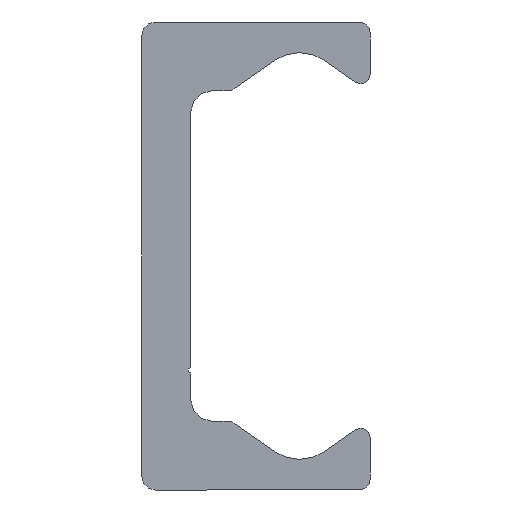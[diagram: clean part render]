
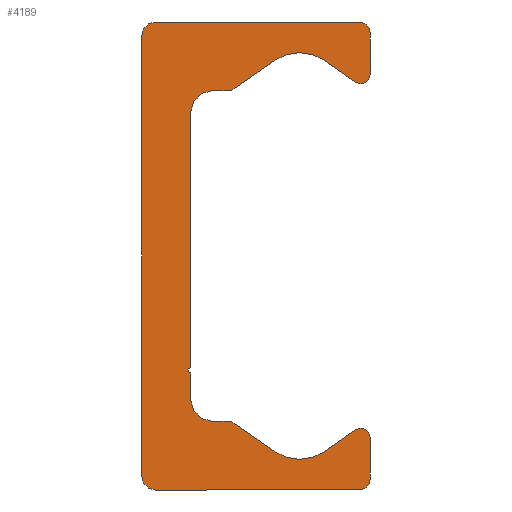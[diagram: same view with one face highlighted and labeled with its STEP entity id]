
A CAD part, left-side view. The second image highlights one B-rep face of the part: STEP entity #4189.
In plain terms, the highlighted planar face has unit normal (-1, 0, 0).
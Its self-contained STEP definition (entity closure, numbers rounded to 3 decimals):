
#3076=CARTESIAN_POINT('',(0.0,9.25,-21.5));
#3077=VERTEX_POINT('',#3076);
#3084=CARTESIAN_POINT('',(0.0,10.5,-20.25));
#3085=VERTEX_POINT('',#3084);
#3086=CARTESIAN_POINT('',(0.0,9.25,-20.25));
#3087=DIRECTION('',(1.0,0.0,0.0));
#3088=DIRECTION('',(0.0,0.0,-1.0));
#3089=AXIS2_PLACEMENT_3D('',#3086,#3087,#3088);
#3090=CIRCLE('',#3089,1.25);
#3091=EDGE_CURVE('',#3077,#3085,#3090,.T.);
#3115=CARTESIAN_POINT('',(0.0,-9.5,-21.5));
#3116=VERTEX_POINT('',#3115);
#3123=CARTESIAN_POINT('',(0.0,-9.5,-21.5));
#3124=DIRECTION('',(0.0,1.0,0.0));
#3125=VECTOR('',#3124,18.75);
#3126=LINE('',#3123,#3125);
#3127=EDGE_CURVE('',#3116,#3077,#3126,.T.);
#3147=CARTESIAN_POINT('',(0.0,-10.5,-20.5));
#3148=VERTEX_POINT('',#3147);
#3155=CARTESIAN_POINT('',(0.0,-9.5,-20.5));
#3156=DIRECTION('',(1.0,0.0,0.0));
#3157=DIRECTION('',(0.0,-1.0,0.0));
#3158=AXIS2_PLACEMENT_3D('',#3155,#3156,#3157);
#3159=CIRCLE('',#3158,1.0);
#3160=EDGE_CURVE('',#3148,#3116,#3159,.T.);
#3179=CARTESIAN_POINT('',(0.0,-10.5,-16.65));
#3180=VERTEX_POINT('',#3179);
#3187=CARTESIAN_POINT('',(0.0,-10.5,-16.65));
#3188=DIRECTION('',(0.0,0.0,-1.0));
#3189=VECTOR('',#3188,3.85);
#3190=LINE('',#3187,#3189);
#3191=EDGE_CURVE('',#3180,#3148,#3190,.T.);
#3211=CARTESIAN_POINT('',(0.0,-9.162,-15.954));
#3212=VERTEX_POINT('',#3211);
#3219=CARTESIAN_POINT('',(0.0,-9.65,-16.65));
#3220=DIRECTION('',(1.0,0.0,0.0));
#3221=DIRECTION('',(0.0,0.574,0.819));
#3222=AXIS2_PLACEMENT_3D('',#3219,#3220,#3221);
#3223=CIRCLE('',#3222,0.85);
#3224=EDGE_CURVE('',#3212,#3180,#3223,.T.);
#3243=CARTESIAN_POINT('',(0.0,-6.294,-17.962));
#3244=VERTEX_POINT('',#3243);
#3251=CARTESIAN_POINT('',(0.0,-6.294,-17.962));
#3252=DIRECTION('',(0.0,-0.819,0.574));
#3253=VECTOR('',#3252,3.501);
#3254=LINE('',#3251,#3253);
#3255=EDGE_CURVE('',#3244,#3212,#3254,.T.);
#3275=CARTESIAN_POINT('',(0.0,-1.706,-17.962));
#3276=VERTEX_POINT('',#3275);
#3283=CARTESIAN_POINT('',(0.0,-4.,-14.685));
#3284=DIRECTION('',(-1.0,0.0,0.0));
#3285=DIRECTION('',(0.0,0.574,0.819));
#3286=AXIS2_PLACEMENT_3D('',#3283,#3284,#3285);
#3287=CIRCLE('',#3286,4.0);
#3288=EDGE_CURVE('',#3276,#3244,#3287,.T.);
#3307=CARTESIAN_POINT('',(0.0,1.981,-15.381));
#3308=VERTEX_POINT('',#3307);
#3315=CARTESIAN_POINT('',(0.0,1.981,-15.381));
#3316=DIRECTION('',(0.0,-0.819,-0.574));
#3317=VECTOR('',#3316,4.5);
#3318=LINE('',#3315,#3317);
#3319=EDGE_CURVE('',#3308,#3276,#3318,.T.);
#3339=CARTESIAN_POINT('',(0.0,2.554,-15.2));
#3340=VERTEX_POINT('',#3339);
#3347=CARTESIAN_POINT('',(0.0,2.554,-16.2));
#3348=DIRECTION('',(1.0,0.0,0.0));
#3349=DIRECTION('',(0.0,0.0,1.0));
#3350=AXIS2_PLACEMENT_3D('',#3347,#3348,#3349);
#3351=CIRCLE('',#3350,1.);
#3352=EDGE_CURVE('',#3340,#3308,#3351,.T.);
#3371=CARTESIAN_POINT('',(0.0,4.0,-15.2));
#3372=VERTEX_POINT('',#3371);
#3379=CARTESIAN_POINT('',(0.0,4.0,-15.2));
#3380=DIRECTION('',(0.0,-1.0,0.0));
#3381=VECTOR('',#3380,1.446);
#3382=LINE('',#3379,#3381);
#3383=EDGE_CURVE('',#3372,#3340,#3382,.T.);
#3403=CARTESIAN_POINT('',(0.0,6.,-13.2));
#3404=VERTEX_POINT('',#3403);
#3411=CARTESIAN_POINT('',(0.0,4.,-13.2));
#3412=DIRECTION('',(-1.0,0.0,0.0));
#3413=DIRECTION('',(0.0,0.0,1.0));
#3414=AXIS2_PLACEMENT_3D('',#3411,#3412,#3413);
#3415=CIRCLE('',#3414,2.0);
#3416=EDGE_CURVE('',#3404,#3372,#3415,.T.);
#3435=CARTESIAN_POINT('',(0.0,6.,-10.75));
#3436=VERTEX_POINT('',#3435);
#3443=CARTESIAN_POINT('',(0.0,6.,-10.75));
#3444=DIRECTION('',(0.0,0.0,-1.0));
#3445=VECTOR('',#3444,2.45);
#3446=LINE('',#3443,#3445);
#3447=EDGE_CURVE('',#3436,#3404,#3446,.T.);
#3467=CARTESIAN_POINT('',(0.0,6.,-10.25));
#3468=VERTEX_POINT('',#3467);
#3475=CARTESIAN_POINT('',(0.0,6.,-10.5));
#3476=DIRECTION('',(-1.0,0.0,0.0));
#3477=DIRECTION('',(0.0,0.0,1.0));
#3478=AXIS2_PLACEMENT_3D('',#3475,#3476,#3477);
#3479=CIRCLE('',#3478,0.25);
#3480=EDGE_CURVE('',#3468,#3436,#3479,.T.);
#3499=CARTESIAN_POINT('',(0.0,6.,13.2));
#3500=VERTEX_POINT('',#3499);
#3507=CARTESIAN_POINT('',(0.0,6.,13.2));
#3508=DIRECTION('',(0.0,0.0,-1.0));
#3509=VECTOR('',#3508,23.45);
#3510=LINE('',#3507,#3509);
#3511=EDGE_CURVE('',#3500,#3468,#3510,.T.);
#3663=CARTESIAN_POINT('',(0.0,4.0,15.2));
#3664=VERTEX_POINT('',#3663);
#3671=CARTESIAN_POINT('',(0.0,4.,13.2));
#3672=DIRECTION('',(-1.0,0.0,0.0));
#3673=DIRECTION('',(0.0,-1.0,0.0));
#3674=AXIS2_PLACEMENT_3D('',#3671,#3672,#3673);
#3675=CIRCLE('',#3674,2.0);
#3676=EDGE_CURVE('',#3664,#3500,#3675,.T.);
#3695=CARTESIAN_POINT('',(0.0,2.554,15.2));
#3696=VERTEX_POINT('',#3695);
#3703=CARTESIAN_POINT('',(0.0,2.554,15.2));
#3704=DIRECTION('',(0.0,1.0,0.0));
#3705=VECTOR('',#3704,1.446);
#3706=LINE('',#3703,#3705);
#3707=EDGE_CURVE('',#3696,#3664,#3706,.T.);
#3727=CARTESIAN_POINT('',(0.0,1.981,15.381));
#3728=VERTEX_POINT('',#3727);
#3735=CARTESIAN_POINT('',(0.0,2.554,16.2));
#3736=DIRECTION('',(1.0,0.0,0.0));
#3737=DIRECTION('',(0.0,-0.574,-0.819));
#3738=AXIS2_PLACEMENT_3D('',#3735,#3736,#3737);
#3739=CIRCLE('',#3738,1.);
#3740=EDGE_CURVE('',#3728,#3696,#3739,.T.);
#3759=CARTESIAN_POINT('',(0.0,-1.706,17.962));
#3760=VERTEX_POINT('',#3759);
#3767=CARTESIAN_POINT('',(0.0,-1.706,17.962));
#3768=DIRECTION('',(0.0,0.819,-0.574));
#3769=VECTOR('',#3768,4.5);
#3770=LINE('',#3767,#3769);
#3771=EDGE_CURVE('',#3760,#3728,#3770,.T.);
#3791=CARTESIAN_POINT('',(0.0,-6.294,17.962));
#3792=VERTEX_POINT('',#3791);
#3799=CARTESIAN_POINT('',(0.0,-4.,14.685));
#3800=DIRECTION('',(-1.0,0.0,0.0));
#3801=DIRECTION('',(0.0,-0.574,-0.819));
#3802=AXIS2_PLACEMENT_3D('',#3799,#3800,#3801);
#3803=CIRCLE('',#3802,4.0);
#3804=EDGE_CURVE('',#3792,#3760,#3803,.T.);
#3823=CARTESIAN_POINT('',(0.0,-9.162,15.954));
#3824=VERTEX_POINT('',#3823);
#3831=CARTESIAN_POINT('',(0.0,-9.162,15.954));
#3832=DIRECTION('',(0.0,0.819,0.574));
#3833=VECTOR('',#3832,3.501);
#3834=LINE('',#3831,#3833);
#3835=EDGE_CURVE('',#3824,#3792,#3834,.T.);
#3855=CARTESIAN_POINT('',(0.0,-10.5,16.65));
#3856=VERTEX_POINT('',#3855);
#3863=CARTESIAN_POINT('',(0.0,-9.65,16.65));
#3864=DIRECTION('',(1.0,0.0,0.0));
#3865=DIRECTION('',(0.0,-1.0,0.0));
#3866=AXIS2_PLACEMENT_3D('',#3863,#3864,#3865);
#3867=CIRCLE('',#3866,0.85);
#3868=EDGE_CURVE('',#3856,#3824,#3867,.T.);
#3887=CARTESIAN_POINT('',(0.0,-10.5,20.5));
#3888=VERTEX_POINT('',#3887);
#3895=CARTESIAN_POINT('',(0.0,-10.5,20.5));
#3896=DIRECTION('',(0.0,0.0,-1.0));
#3897=VECTOR('',#3896,3.85);
#3898=LINE('',#3895,#3897);
#3899=EDGE_CURVE('',#3888,#3856,#3898,.T.);
#3919=CARTESIAN_POINT('',(0.0,-9.5,21.5));
#3920=VERTEX_POINT('',#3919);
#3927=CARTESIAN_POINT('',(0.0,-9.5,20.5));
#3928=DIRECTION('',(1.0,0.0,0.0));
#3929=DIRECTION('',(0.0,0.0,1.0));
#3930=AXIS2_PLACEMENT_3D('',#3927,#3928,#3929);
#3931=CIRCLE('',#3930,1.0);
#3932=EDGE_CURVE('',#3920,#3888,#3931,.T.);
#3951=CARTESIAN_POINT('',(0.0,9.25,21.5));
#3952=VERTEX_POINT('',#3951);
#3959=CARTESIAN_POINT('',(0.0,9.25,21.5));
#3960=DIRECTION('',(0.0,-1.0,0.0));
#3961=VECTOR('',#3960,18.75);
#3962=LINE('',#3959,#3961);
#3963=EDGE_CURVE('',#3952,#3920,#3962,.T.);
#3983=CARTESIAN_POINT('',(0.0,10.5,20.25));
#3984=VERTEX_POINT('',#3983);
#3991=CARTESIAN_POINT('',(0.0,9.25,20.25));
#3992=DIRECTION('',(1.0,0.0,0.0));
#3993=DIRECTION('',(0.0,1.0,0.0));
#3994=AXIS2_PLACEMENT_3D('',#3991,#3992,#3993);
#3995=CIRCLE('',#3994,1.25);
#3996=EDGE_CURVE('',#3984,#3952,#3995,.T.);
#4014=CARTESIAN_POINT('',(0.0,10.5,-20.25));
#4015=DIRECTION('',(0.0,0.0,1.0));
#4016=VECTOR('',#4015,40.5);
#4017=LINE('',#4014,#4016);
#4018=EDGE_CURVE('',#3085,#3984,#4017,.T.);
#4156=CARTESIAN_POINT('',(0.0,2.66,-0.019));
#4157=DIRECTION('',(1.0,0.0,0.0));
#4158=DIRECTION('',(0.0,0.0,-1.0));
#4159=AXIS2_PLACEMENT_3D('',#4156,#4157,#4158);
#4160=PLANE('',#4159);
#4161=ORIENTED_EDGE('',*,*,#4018,.F.);
#4162=ORIENTED_EDGE('',*,*,#3091,.F.);
#4163=ORIENTED_EDGE('',*,*,#3127,.F.);
#4164=ORIENTED_EDGE('',*,*,#3160,.F.);
#4165=ORIENTED_EDGE('',*,*,#3191,.F.);
#4166=ORIENTED_EDGE('',*,*,#3224,.F.);
#4167=ORIENTED_EDGE('',*,*,#3255,.F.);
#4168=ORIENTED_EDGE('',*,*,#3288,.F.);
#4169=ORIENTED_EDGE('',*,*,#3319,.F.);
#4170=ORIENTED_EDGE('',*,*,#3352,.F.);
#4171=ORIENTED_EDGE('',*,*,#3383,.F.);
#4172=ORIENTED_EDGE('',*,*,#3416,.F.);
#4173=ORIENTED_EDGE('',*,*,#3447,.F.);
#4174=ORIENTED_EDGE('',*,*,#3480,.F.);
#4175=ORIENTED_EDGE('',*,*,#3511,.F.);
#4176=ORIENTED_EDGE('',*,*,#3676,.F.);
#4177=ORIENTED_EDGE('',*,*,#3707,.F.);
#4178=ORIENTED_EDGE('',*,*,#3740,.F.);
#4179=ORIENTED_EDGE('',*,*,#3771,.F.);
#4180=ORIENTED_EDGE('',*,*,#3804,.F.);
#4181=ORIENTED_EDGE('',*,*,#3835,.F.);
#4182=ORIENTED_EDGE('',*,*,#3868,.F.);
#4183=ORIENTED_EDGE('',*,*,#3899,.F.);
#4184=ORIENTED_EDGE('',*,*,#3932,.F.);
#4185=ORIENTED_EDGE('',*,*,#3963,.F.);
#4186=ORIENTED_EDGE('',*,*,#3996,.F.);
#4187=EDGE_LOOP('',(#4161,#4162,#4163,#4164,#4165,#4166,#4167,#4168,#4169,#4170,#4171,#4172,#4173,#4174,#4175,#4176,#4177,#4178,#4179,#4180,#4181,#4182,#4183,#4184,#4185,#4186));
#4188=FACE_OUTER_BOUND('',#4187,.T.);
#4189=ADVANCED_FACE('',(#4188),#4160,.F.);
